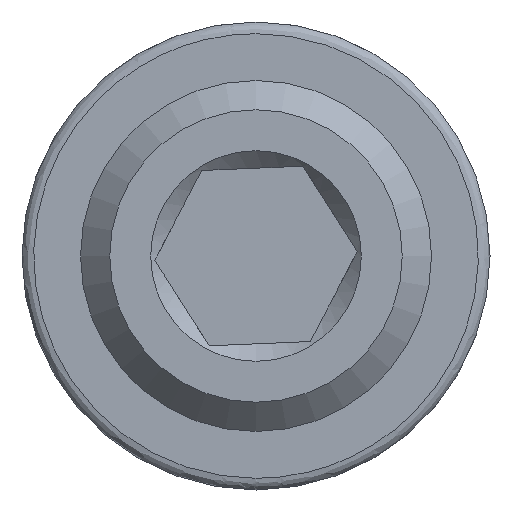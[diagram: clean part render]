
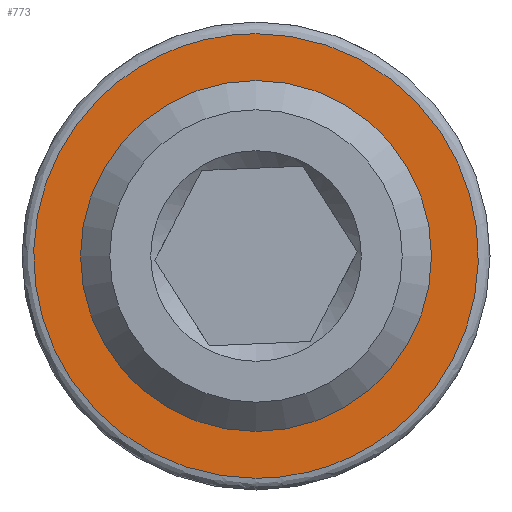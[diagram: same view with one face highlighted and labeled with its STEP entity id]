
A CAD part, front view. The second image highlights one B-rep face of the part: STEP entity #773.
In plain terms, the highlighted planar face has unit normal (0, -1, 0).
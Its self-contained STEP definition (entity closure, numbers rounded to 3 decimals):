
#2 = EDGE_CURVE ( 'NONE', #260, #277, #548, .T. ) ;
#23 =( BOUNDED_CURVE ( )  B_SPLINE_CURVE ( 3, ( #346, #675, #26, #362 ),
 .UNSPECIFIED., .F., .F. ) 
 B_SPLINE_CURVE_WITH_KNOTS ( ( 4, 4 ),
 ( 0., 1. ),
 .UNSPECIFIED. ) 
 CURVE ( )  GEOMETRIC_REPRESENTATION_ITEM ( )  RATIONAL_B_SPLINE_CURVE ( ( 1., 0.333, 0.333, 1. ) ) 
 REPRESENTATION_ITEM ( '' )  );
#26 = CARTESIAN_POINT ( 'NONE',  ( -78.352, -9.348, 1.9 ) ) ;
#28 = DIRECTION ( 'NONE',  ( 0., 0., 1. ) ) ;
#45 = PLANE ( 'NONE',  #1025 ) ;
#95 = VERTEX_POINT ( 'NONE', #266 ) ;
#102 = FACE_OUTER_BOUND ( 'NONE', #929, .T. ) ;
#109 = DIRECTION ( 'NONE',  ( 0., 1., 0. ) ) ;
#120 = EDGE_CURVE ( 'NONE', #277, #260, #23, .T. ) ;
#143 = CARTESIAN_POINT ( 'NONE',  ( -74.552, -9.348, -1.9 ) ) ;
#159 = ORIENTED_EDGE ( 'NONE', *, *, #507, .F. ) ;
#176 = DIRECTION ( 'NONE',  ( 0., -1., 0. ) ) ;
#260 = VERTEX_POINT ( 'NONE', #702 ) ;
#263 = CARTESIAN_POINT ( 'NONE',  ( -70.752, -9.348, -1.9 ) ) ;
#266 = CARTESIAN_POINT ( 'NONE',  ( -74.552, -9.348, -1.5 ) ) ;
#277 = VERTEX_POINT ( 'NONE', #143 ) ;
#346 = CARTESIAN_POINT ( 'NONE',  ( -74.552, -9.348, -1.9 ) ) ;
#362 = CARTESIAN_POINT ( 'NONE',  ( -74.552, -9.348, 1.9 ) ) ;
#385 = AXIS2_PLACEMENT_3D ( 'NONE', #581, #176, #446 ) ;
#446 = DIRECTION ( 'NONE',  ( 0., 0., -1. ) ) ;
#507 = EDGE_CURVE ( 'NONE', #95, #95, #809, .T. ) ;
#548 =( BOUNDED_CURVE ( )  B_SPLINE_CURVE ( 3, ( #670, #892, #263, #905 ),
 .UNSPECIFIED., .F., .F. ) 
 B_SPLINE_CURVE_WITH_KNOTS ( ( 4, 4 ),
 ( 0., 1. ),
 .UNSPECIFIED. ) 
 CURVE ( )  GEOMETRIC_REPRESENTATION_ITEM ( )  RATIONAL_B_SPLINE_CURVE ( ( 1., 0.333, 0.333, 1. ) ) 
 REPRESENTATION_ITEM ( '' )  );
#581 = CARTESIAN_POINT ( 'NONE',  ( -74.552, -9.348, 0. ) ) ;
#589 = ORIENTED_EDGE ( 'NONE', *, *, #2, .F. ) ;
#670 = CARTESIAN_POINT ( 'NONE',  ( -74.552, -9.348, 1.9 ) ) ;
#675 = CARTESIAN_POINT ( 'NONE',  ( -78.352, -9.348, -1.9 ) ) ;
#702 = CARTESIAN_POINT ( 'NONE',  ( -74.552, -9.348, 1.9 ) ) ;
#749 = FACE_BOUND ( 'NONE', #1047, .T. ) ;
#773 = ADVANCED_FACE ( 'NONE', ( #102, #749 ), #45, .F. ) ;
#809 = CIRCLE ( 'NONE', #385, 1.5 ) ;
#811 = ORIENTED_EDGE ( 'NONE', *, *, #120, .F. ) ;
#892 = CARTESIAN_POINT ( 'NONE',  ( -70.752, -9.348, 1.9 ) ) ;
#905 = CARTESIAN_POINT ( 'NONE',  ( -74.552, -9.348, -1.9 ) ) ;
#929 = EDGE_LOOP ( 'NONE', ( #589, #811 ) ) ;
#1001 = CARTESIAN_POINT ( 'NONE',  ( -74.552, -9.348, 0. ) ) ;
#1025 = AXIS2_PLACEMENT_3D ( 'NONE', #1001, #109, #28 ) ;
#1047 = EDGE_LOOP ( 'NONE', ( #159 ) ) ;
